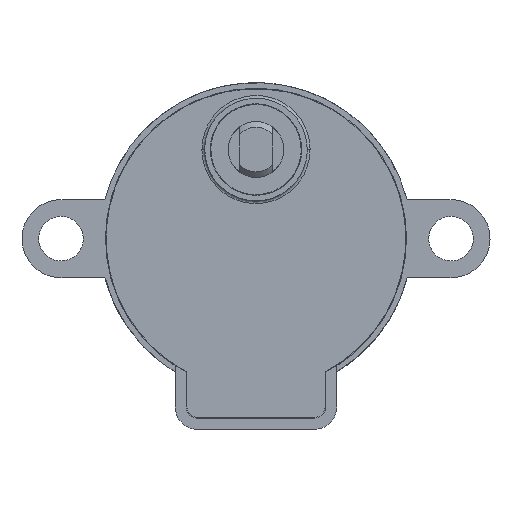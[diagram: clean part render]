
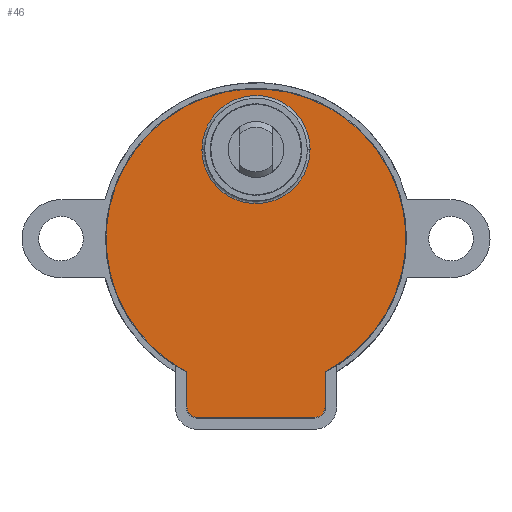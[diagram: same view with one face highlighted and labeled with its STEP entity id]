
A CAD part, front view. The second image highlights one B-rep face of the part: STEP entity #46.
In plain terms, the highlighted planar face has unit normal (0, -1, 0).
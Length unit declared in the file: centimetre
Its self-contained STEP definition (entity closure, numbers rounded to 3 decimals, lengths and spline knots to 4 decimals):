
#46=ADVANCED_FACE('',(#131,#123),#1220,.T.);
#123=FACE_BOUND('',#209,.T.);
#131=FACE_OUTER_BOUND('',#208,.T.);
#208=EDGE_LOOP('',(#293,#294,#295,#296,#297,#298));
#209=EDGE_LOOP('',(#299,#300));
#293=ORIENTED_EDGE('',*,*,#675,.T.);
#294=ORIENTED_EDGE('',*,*,#676,.T.);
#295=ORIENTED_EDGE('',*,*,#677,.T.);
#296=ORIENTED_EDGE('',*,*,#678,.T.);
#297=ORIENTED_EDGE('',*,*,#679,.T.);
#298=ORIENTED_EDGE('',*,*,#680,.T.);
#299=ORIENTED_EDGE('',*,*,#681,.T.);
#300=ORIENTED_EDGE('',*,*,#682,.T.);
#675=EDGE_CURVE('',#1057,#1058,#952,.T.);
#676=EDGE_CURVE('',#1058,#1059,#866,.T.);
#677=EDGE_CURVE('',#1059,#1060,#953,.T.);
#678=EDGE_CURVE('',#1060,#1061,#867,.T.);
#679=EDGE_CURVE('',#1061,#1062,#954,.T.);
#680=EDGE_CURVE('',#1062,#1057,#868,.T.);
#681=EDGE_CURVE('',#1063,#1064,#869,.T.);
#682=EDGE_CURVE('',#1064,#1063,#870,.T.);
#866=(
BOUNDED_CURVE()
B_SPLINE_CURVE(2,(#1729,#1730,#1731),.UNSPECIFIED.,.F.,.F.)
B_SPLINE_CURVE_WITH_KNOTS((3,3),(0.,0.1492),.UNSPECIFIED.)
CURVE()
GEOMETRIC_REPRESENTATION_ITEM()
RATIONAL_B_SPLINE_CURVE((1.,0.707,1.))
REPRESENTATION_ITEM('')
);
#867=(
BOUNDED_CURVE()
B_SPLINE_CURVE(2,(#1734,#1735,#1736,#1737,#1738,#1739,#1740,#1741,#1742),
 .UNSPECIFIED.,.F.,.F.)
B_SPLINE_CURVE_WITH_KNOTS((3,2,2,2,3),(0.,1.7905,3.5811,
5.3716,7.1621),.UNSPECIFIED.)
CURVE()
GEOMETRIC_REPRESENTATION_ITEM()
RATIONAL_B_SPLINE_CURVE((1.,0.787,1.,0.787,1.,0.787,
1.,0.787,1.))
REPRESENTATION_ITEM('')
);
#868=(
BOUNDED_CURVE()
B_SPLINE_CURVE(2,(#1745,#1746,#1747),.UNSPECIFIED.,.F.,.F.)
B_SPLINE_CURVE_WITH_KNOTS((3,3),(0.,0.1492),.UNSPECIFIED.)
CURVE()
GEOMETRIC_REPRESENTATION_ITEM()
RATIONAL_B_SPLINE_CURVE((1.,0.707,1.))
REPRESENTATION_ITEM('')
);
#869=(
BOUNDED_CURVE()
B_SPLINE_CURVE(2,(#1748,#1749,#1750,#1751,#1752),.UNSPECIFIED.,.F.,.F.)
B_SPLINE_CURVE_WITH_KNOTS((3,2,3),(0.,0.7618,1.5237),
 .UNSPECIFIED.)
CURVE()
GEOMETRIC_REPRESENTATION_ITEM()
RATIONAL_B_SPLINE_CURVE((1.,0.707,1.,0.707,1.))
REPRESENTATION_ITEM('')
);
#870=(
BOUNDED_CURVE()
B_SPLINE_CURVE(2,(#1753,#1754,#1755,#1756,#1757),.UNSPECIFIED.,.F.,.F.)
B_SPLINE_CURVE_WITH_KNOTS((3,2,3),(0.,0.7618,1.5237),
 .UNSPECIFIED.)
CURVE()
GEOMETRIC_REPRESENTATION_ITEM()
RATIONAL_B_SPLINE_CURVE((1.,0.707,1.,0.707,1.))
REPRESENTATION_ITEM('')
);
#952=B_SPLINE_CURVE_WITH_KNOTS('',1,(#1727,#1728),.UNSPECIFIED.,.F.,.F.,
(2,2),(0.,1.05),.UNSPECIFIED.);
#953=B_SPLINE_CURVE_WITH_KNOTS('',1,(#1732,#1733),.UNSPECIFIED.,.F.,.F.,
(2,2),(0.,0.3164),.UNSPECIFIED.);
#954=B_SPLINE_CURVE_WITH_KNOTS('',1,(#1743,#1744),.UNSPECIFIED.,.F.,.F.,
(2,2),(0.,0.3164),.UNSPECIFIED.);
#1057=VERTEX_POINT('',#1649);
#1058=VERTEX_POINT('',#1650);
#1059=VERTEX_POINT('',#1651);
#1060=VERTEX_POINT('',#1652);
#1061=VERTEX_POINT('',#1653);
#1062=VERTEX_POINT('',#1654);
#1063=VERTEX_POINT('',#1655);
#1064=VERTEX_POINT('',#1656);
#1220=PLANE('',#1278);
#1278=AXIS2_PLACEMENT_3D('',#1360,#1319,$);
#1319=DIRECTION('',(0.,-1.,0.));
#1360=CARTESIAN_POINT('',(40.55,9.0044,-31.35));
#1649=CARTESIAN_POINT('',(48.75,9.0044,-31.35));
#1650=CARTESIAN_POINT('',(59.25,9.0044,-31.35));
#1651=CARTESIAN_POINT('',(60.2,9.0044,-30.4));
#1652=CARTESIAN_POINT('',(60.2,9.0044,-27.2358));
#1653=CARTESIAN_POINT('',(47.8,9.0044,-27.2358));
#1654=CARTESIAN_POINT('',(47.8,9.0044,-30.4));
#1655=CARTESIAN_POINT('',(58.85,9.0044,-7.3));
#1656=CARTESIAN_POINT('',(49.15,9.0044,-7.3));
#1727=CARTESIAN_POINT('',(48.75,9.0044,-31.35));
#1728=CARTESIAN_POINT('',(59.25,9.0044,-31.35));
#1729=CARTESIAN_POINT('',(59.25,9.0044,-31.35));
#1730=CARTESIAN_POINT('',(60.2,9.0044,-31.35));
#1731=CARTESIAN_POINT('',(60.2,9.0044,-30.4));
#1732=CARTESIAN_POINT('',(60.2,9.0044,-30.4));
#1733=CARTESIAN_POINT('',(60.2,9.0044,-27.2358));
#1734=CARTESIAN_POINT('',(60.2,9.0044,-27.2358));
#1735=CARTESIAN_POINT('',(69.5715,9.0044,-22.3678));
#1736=CARTESIAN_POINT('',(67.066,9.0044,-12.1089));
#1737=CARTESIAN_POINT('',(64.5604,9.0044,-1.85));
#1738=CARTESIAN_POINT('',(54.,9.0044,-1.85));
#1739=CARTESIAN_POINT('',(43.4396,9.0044,-1.85));
#1740=CARTESIAN_POINT('',(40.934,9.0044,-12.1089));
#1741=CARTESIAN_POINT('',(38.4285,9.0044,-22.3678));
#1742=CARTESIAN_POINT('',(47.8,9.0044,-27.2358));
#1743=CARTESIAN_POINT('',(47.8,9.0044,-27.2358));
#1744=CARTESIAN_POINT('',(47.8,9.0044,-30.4));
#1745=CARTESIAN_POINT('',(47.8,9.0044,-30.4));
#1746=CARTESIAN_POINT('',(47.8,9.0044,-31.35));
#1747=CARTESIAN_POINT('',(48.75,9.0044,-31.35));
#1748=CARTESIAN_POINT('',(58.85,9.0044,-7.3));
#1749=CARTESIAN_POINT('',(58.85,9.0044,-12.15));
#1750=CARTESIAN_POINT('',(54.,9.0044,-12.15));
#1751=CARTESIAN_POINT('',(49.15,9.0044,-12.15));
#1752=CARTESIAN_POINT('',(49.15,9.0044,-7.3));
#1753=CARTESIAN_POINT('',(49.15,9.0044,-7.3));
#1754=CARTESIAN_POINT('',(49.15,9.0044,-2.45));
#1755=CARTESIAN_POINT('',(54.,9.0044,-2.45));
#1756=CARTESIAN_POINT('',(58.85,9.0044,-2.45));
#1757=CARTESIAN_POINT('',(58.85,9.0044,-7.3));
